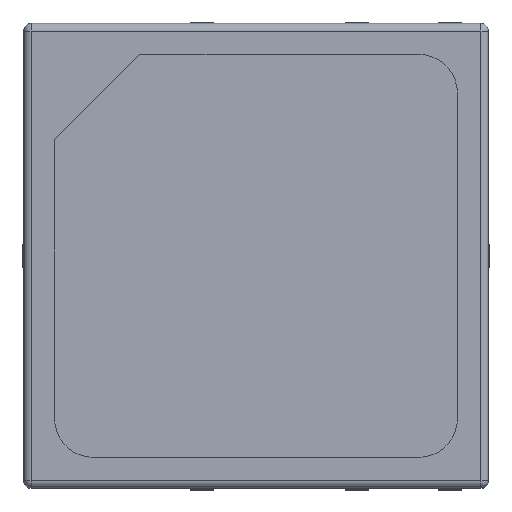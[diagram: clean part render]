
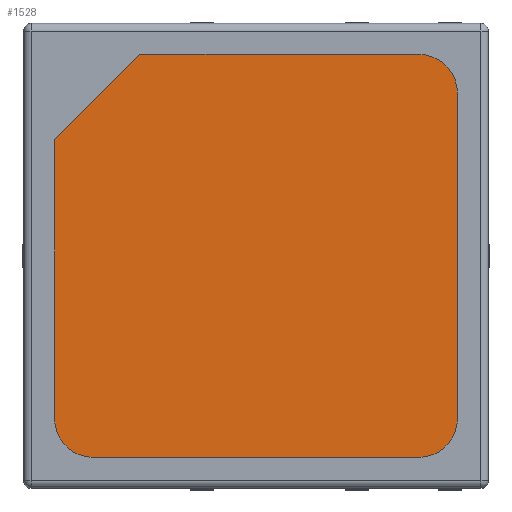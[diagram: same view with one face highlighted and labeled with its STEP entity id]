
A CAD part, top view. The second image highlights one B-rep face of the part: STEP entity #1528.
In plain terms, the highlighted planar face has unit normal (0, 0, 1).
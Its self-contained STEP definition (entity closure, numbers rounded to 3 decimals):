
#125=PLANE('',#1665);
#281=LINE('',#2471,#447);
#285=LINE('',#2480,#451);
#288=LINE('',#2488,#454);
#290=LINE('',#2492,#456);
#292=LINE('',#2496,#458);
#447=VECTOR('',#2041,10.);
#451=VECTOR('',#2051,10.);
#454=VECTOR('',#2060,10.);
#456=VECTOR('',#2064,10.);
#458=VECTOR('',#2068,10.);
#561=FACE_OUTER_BOUND('',#651,.T.);
#651=EDGE_LOOP('',(#1387,#1388,#1389,#1390,#1391,#1392,#1393,#1394));
#696=CIRCLE('',#1656,0.25);
#697=CIRCLE('',#1659,0.25);
#698=CIRCLE('',#1664,0.25);
#823=VERTEX_POINT('',#2468);
#824=VERTEX_POINT('',#2470);
#825=VERTEX_POINT('',#2474);
#826=VERTEX_POINT('',#2478);
#827=VERTEX_POINT('',#2482);
#828=VERTEX_POINT('',#2486);
#829=VERTEX_POINT('',#2490);
#830=VERTEX_POINT('',#2494);
#1018=EDGE_CURVE('',#823,#824,#281,.T.);
#1021=EDGE_CURVE('',#825,#823,#696,.T.);
#1023=EDGE_CURVE('',#826,#825,#285,.T.);
#1025=EDGE_CURVE('',#827,#826,#697,.T.);
#1027=EDGE_CURVE('',#828,#827,#288,.T.);
#1029=EDGE_CURVE('',#829,#828,#290,.T.);
#1031=EDGE_CURVE('',#830,#829,#292,.T.);
#1032=EDGE_CURVE('',#824,#830,#698,.T.);
#1387=ORIENTED_EDGE('',*,*,#1032,.F.);
#1388=ORIENTED_EDGE('',*,*,#1018,.F.);
#1389=ORIENTED_EDGE('',*,*,#1021,.F.);
#1390=ORIENTED_EDGE('',*,*,#1023,.F.);
#1391=ORIENTED_EDGE('',*,*,#1025,.F.);
#1392=ORIENTED_EDGE('',*,*,#1027,.F.);
#1393=ORIENTED_EDGE('',*,*,#1029,.F.);
#1394=ORIENTED_EDGE('',*,*,#1031,.F.);
#1528=ADVANCED_FACE('',(#561),#125,.T.);
#1656=AXIS2_PLACEMENT_3D('',#2476,#2046,#2047);
#1659=AXIS2_PLACEMENT_3D('',#2484,#2055,#2056);
#1664=AXIS2_PLACEMENT_3D('',#2498,#2071,#2072);
#1665=AXIS2_PLACEMENT_3D('',#2499,#2073,#2074);
#2041=DIRECTION('',(-1.,0.,0.));
#2046=DIRECTION('center_axis',(0.,0.,-1.));
#2047=DIRECTION('ref_axis',(0.,-1.,0.));
#2051=DIRECTION('',(0.,-1.,0.));
#2055=DIRECTION('center_axis',(0.,0.,-1.));
#2056=DIRECTION('ref_axis',(1.,0.,0.));
#2060=DIRECTION('',(1.,0.,0.));
#2064=DIRECTION('',(0.707,0.707,0.));
#2068=DIRECTION('',(0.,1.,0.));
#2071=DIRECTION('center_axis',(0.,0.,-1.));
#2072=DIRECTION('ref_axis',(-1.,0.,0.));
#2073=DIRECTION('center_axis',(0.,0.,1.));
#2074=DIRECTION('ref_axis',(-1.,0.,0.));
#2468=CARTESIAN_POINT('',(1.05,-1.3,0.69));
#2470=CARTESIAN_POINT('',(-1.05,-1.3,0.69));
#2471=CARTESIAN_POINT('',(-1.05,-1.3,0.69));
#2474=CARTESIAN_POINT('',(1.3,-1.05,0.69));
#2476=CARTESIAN_POINT('Origin',(1.05,-1.05,0.69));
#2478=CARTESIAN_POINT('',(1.3,1.05,0.69));
#2480=CARTESIAN_POINT('',(1.3,-1.05,0.69));
#2482=CARTESIAN_POINT('',(1.05,1.3,0.69));
#2484=CARTESIAN_POINT('Origin',(1.05,1.05,0.69));
#2486=CARTESIAN_POINT('',(-0.75,1.3,0.69));
#2488=CARTESIAN_POINT('',(1.05,1.3,0.69));
#2490=CARTESIAN_POINT('',(-1.3,0.75,0.69));
#2492=CARTESIAN_POINT('',(-1.3,0.75,0.69));
#2494=CARTESIAN_POINT('',(-1.3,-1.05,0.69));
#2496=CARTESIAN_POINT('',(-1.3,1.3,0.69));
#2498=CARTESIAN_POINT('Origin',(-1.05,-1.05,0.69));
#2499=CARTESIAN_POINT('Origin',(0.,0.,0.69));
